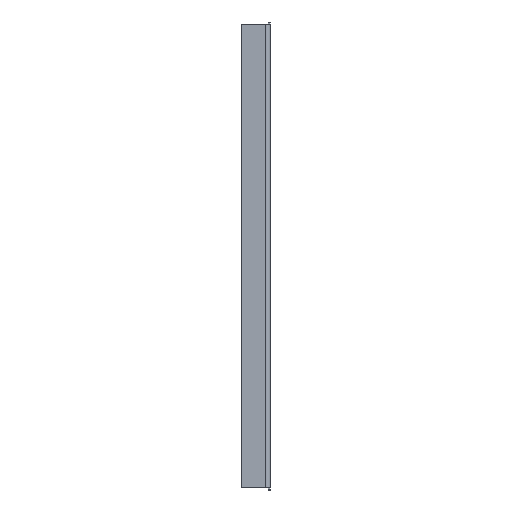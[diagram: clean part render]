
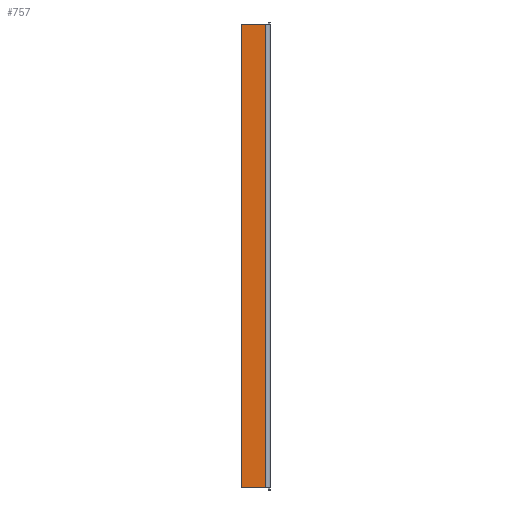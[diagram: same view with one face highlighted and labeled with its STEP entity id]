
A CAD part, front view. The second image highlights one B-rep face of the part: STEP entity #757.
In plain terms, the highlighted planar face has unit normal (0, -1, 0).
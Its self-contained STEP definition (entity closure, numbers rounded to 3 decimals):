
#59 = VERTEX_POINT ( 'NONE', #927 ) ;
#62 = VERTEX_POINT ( 'NONE', #815 ) ;
#169 = CARTESIAN_POINT ( 'NONE',  ( -1090.973, -1166.305, -625. ) ) ;
#193 = EDGE_CURVE ( 'NONE', #62, #341, #1038, .T. ) ;
#241 = CARTESIAN_POINT ( 'NONE',  ( 344., -1166.305, 25. ) ) ;
#287 = DIRECTION ( 'NONE',  ( 1., 0., 0. ) ) ;
#302 = DIRECTION ( 'NONE',  ( 0., 0., -1. ) ) ;
#303 = LINE ( 'NONE', #322, #1206 ) ;
#322 = CARTESIAN_POINT ( 'NONE',  ( 344., -1166.305, 104.756 ) ) ;
#326 = CARTESIAN_POINT ( 'NONE',  ( 310., -1166.305, 104.756 ) ) ;
#341 = VERTEX_POINT ( 'NONE', #584 ) ;
#393 = CARTESIAN_POINT ( 'NONE',  ( -1090.973, -1166.305, 25. ) ) ;
#399 = ORIENTED_EDGE ( 'NONE', *, *, #1085, .F. ) ;
#410 = DIRECTION ( 'NONE',  ( 0., -1., 0. ) ) ;
#441 = VECTOR ( 'NONE', #992, 1000. ) ;
#556 = ORIENTED_EDGE ( 'NONE', *, *, #817, .F. ) ;
#584 = CARTESIAN_POINT ( 'NONE',  ( 310., -1166.305, -625. ) ) ;
#658 = AXIS2_PLACEMENT_3D ( 'NONE', #956, #410, #713 ) ;
#670 = VERTEX_POINT ( 'NONE', #241 ) ;
#713 = DIRECTION ( 'NONE',  ( -1., 0., 0. ) ) ;
#737 = VECTOR ( 'NONE', #302, 1000. ) ;
#757 = ADVANCED_FACE ( 'NONE', ( #1041 ), #1126, .T. ) ;
#801 = LINE ( 'NONE', #393, #935 ) ;
#803 = EDGE_CURVE ( 'NONE', #341, #59, #1284, .T. ) ;
#815 = CARTESIAN_POINT ( 'NONE',  ( 310., -1166.305, 25. ) ) ;
#817 = EDGE_CURVE ( 'NONE', #62, #670, #801, .T. ) ;
#859 = EDGE_LOOP ( 'NONE', ( #556, #926, #1148, #399 ) ) ;
#926 = ORIENTED_EDGE ( 'NONE', *, *, #193, .T. ) ;
#927 = CARTESIAN_POINT ( 'NONE',  ( 344., -1166.305, -625. ) ) ;
#935 = VECTOR ( 'NONE', #287, 1000. ) ;
#941 = DIRECTION ( 'NONE',  ( 0., 0., -1. ) ) ;
#956 = CARTESIAN_POINT ( 'NONE',  ( -1090.973, -1166.305, 104.756 ) ) ;
#992 = DIRECTION ( 'NONE',  ( 1., 0., 0. ) ) ;
#1038 = LINE ( 'NONE', #326, #737 ) ;
#1041 = FACE_OUTER_BOUND ( 'NONE', #859, .T. ) ;
#1085 = EDGE_CURVE ( 'NONE', #670, #59, #303, .T. ) ;
#1126 = PLANE ( 'NONE',  #658 ) ;
#1148 = ORIENTED_EDGE ( 'NONE', *, *, #803, .T. ) ;
#1206 = VECTOR ( 'NONE', #941, 1000. ) ;
#1284 = LINE ( 'NONE', #169, #441 ) ;
